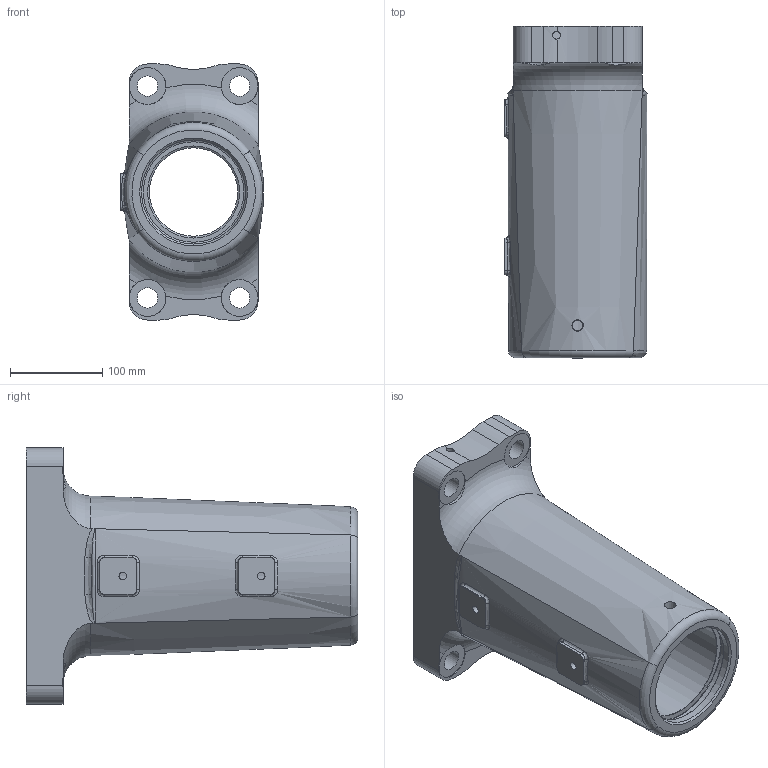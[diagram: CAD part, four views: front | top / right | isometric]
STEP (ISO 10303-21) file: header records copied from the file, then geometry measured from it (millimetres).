
FILE_DESCRIPTION (( 'STEP AP203' ), '1' );
FILE_NAME ('392B04S01-½Ä±ì.STEP', '2023-09-28T05:43:31', ( '' ), ( '' ), 'SwSTEP 2.0', 'SolidWorks 2018', '' );
FILE_SCHEMA (( 'CONFIG_CONTROL_DESIGN' ));
Length unit declared in the file: millimetre
Products named in the file (1): 392B04S01-衝桿
Bounding box: 154.58 x 360 x 278 mm (x, y, z)
Volume: 4603704.9 mm3; surface area: 386749.3 mm2
Topology: 1 solids, 1 shells, 116 faces, 301 edges, 193 vertices
Faces by surface type: cylinder 37, plane 29, bspline 28, cone 13, torus 9
Full cylindrical faces by diameter (mm): 8.5 x3, 11.5 x1, 13 x2, 22 x4, 40 x4, 96 x1, 112 x1, 113 x2, 125 x1
Entity records: 6149 total; most frequent: CARTESIAN_POINT 3616, ORIENTED_EDGE 502, DIRECTION 455, EDGE_CURVE 251, AXIS2_PLACEMENT_3D 196, VERTEX_POINT 178, EDGE_LOOP 175, FACE_OUTER_BOUND 140
